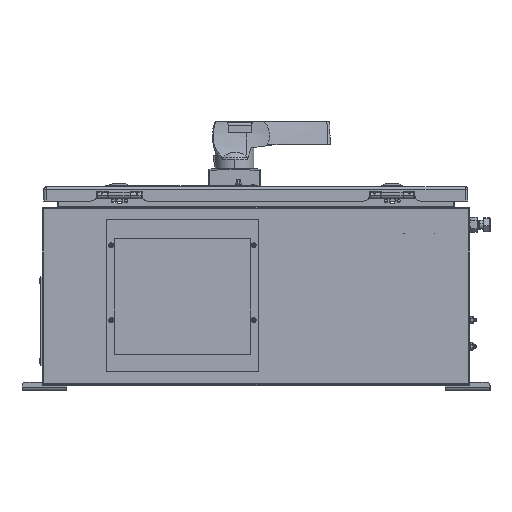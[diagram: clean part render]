
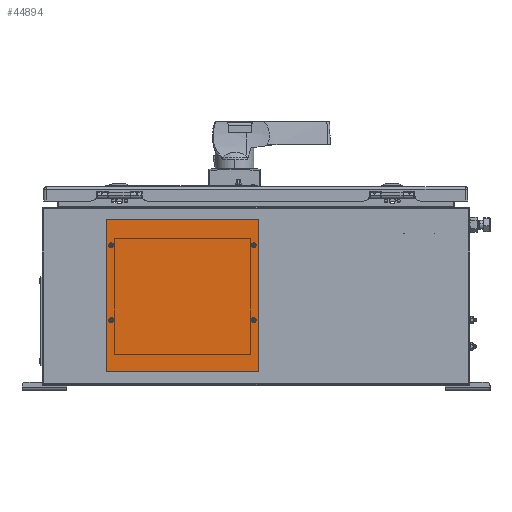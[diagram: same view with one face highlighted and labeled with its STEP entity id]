
A CAD part, left-side view. The second image highlights one B-rep face of the part: STEP entity #44894.
In plain terms, the highlighted planar face has unit normal (-1, 0, 0).
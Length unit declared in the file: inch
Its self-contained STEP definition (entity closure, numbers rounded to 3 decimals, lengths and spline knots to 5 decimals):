
#824 = CARTESIAN_POINT ( 'NONE',  ( -12.0698, 8.2165, 3.64688 ) ) ;
#948 = ORIENTED_EDGE ( 'NONE', *, *, #23756, .F. ) ;
#1394 = LINE ( 'NONE', #22999, #46364 ) ;
#3420 = DIRECTION ( 'NONE',  ( 1., 0., 0. ) ) ;
#4030 = ORIENTED_EDGE ( 'NONE', *, *, #63523, .F. ) ;
#4363 = CARTESIAN_POINT ( 'NONE',  ( -12.0698, 0.2165, 7.85 ) ) ;
#5166 = EDGE_CURVE ( 'NONE', #60234, #42223, #63138, .T. ) ;
#5883 = CARTESIAN_POINT ( 'NONE',  ( -12.0698, 0.13, 7.85 ) ) ;
#6121 = CARTESIAN_POINT ( 'NONE',  ( -12.0698, 0.2165, 3.64687 ) ) ;
#6288 = CARTESIAN_POINT ( 'NONE',  ( -12.0698, 8.41125, 0.75625 ) ) ;
#7627 = DIRECTION ( 'NONE',  ( 0., -1., 0. ) ) ;
#8427 = VERTEX_POINT ( 'NONE', #55978 ) ;
#9846 = EDGE_LOOP ( 'NONE', ( #45250, #20900 ) ) ;
#9876 = DIRECTION ( 'NONE',  ( -1., 0., 0. ) ) ;
#10252 = CARTESIAN_POINT ( 'NONE',  ( -12.0698, 0.0435, 3.64687 ) ) ;
#10856 = CARTESIAN_POINT ( 'NONE',  ( -12.0698, 0.13, 3.64687 ) ) ;
#11245 = LINE ( 'NONE', #6288, #54544 ) ;
#11415 = CARTESIAN_POINT ( 'NONE',  ( -12.0698, 8.0435, 7.85 ) ) ;
#11555 = DIRECTION ( 'NONE',  ( 0., -1., 0. ) ) ;
#12286 = DIRECTION ( 'NONE',  ( 1., 0., 0. ) ) ;
#14035 = CARTESIAN_POINT ( 'NONE',  ( -12.0698, 8.41125, 0.75625 ) ) ;
#14190 = PLANE ( 'NONE',  #25190 ) ;
#14880 = CARTESIAN_POINT ( 'NONE',  ( -12.0698, 8.13, 7.85 ) ) ;
#16306 = AXIS2_PLACEMENT_3D ( 'NONE', #45887, #3420, #23963 ) ;
#17089 = ORIENTED_EDGE ( 'NONE', *, *, #39218, .F. ) ;
#17397 = DIRECTION ( 'NONE',  ( 1., 0., 0. ) ) ;
#17717 = DIRECTION ( 'NONE',  ( 0., -1., 0. ) ) ;
#17815 = VERTEX_POINT ( 'NONE', #38683 ) ;
#18089 = FACE_BOUND ( 'NONE', #27510, .T. ) ;
#18635 = VECTOR ( 'NONE', #7627, 39.37008 ) ;
#20292 = VERTEX_POINT ( 'NONE', #31972 ) ;
#20480 = EDGE_CURVE ( 'NONE', #29522, #69508, #48538, .T. ) ;
#20900 = ORIENTED_EDGE ( 'NONE', *, *, #60696, .T. ) ;
#21600 = DIRECTION ( 'NONE',  ( 0., -1., 0. ) ) ;
#21901 = CARTESIAN_POINT ( 'NONE',  ( -12.0698, 8.41125, 0.75625 ) ) ;
#22999 = CARTESIAN_POINT ( 'NONE',  ( -12.0698, -0.15125, 0.75625 ) ) ;
#23756 = EDGE_CURVE ( 'NONE', #47375, #62065, #37425, .T. ) ;
#23858 = CARTESIAN_POINT ( 'NONE',  ( -12.0698, 8.0435, 3.64688 ) ) ;
#23963 = DIRECTION ( 'NONE',  ( 0., -1., 0. ) ) ;
#24568 = ORIENTED_EDGE ( 'NONE', *, *, #20480, .T. ) ;
#25145 = VECTOR ( 'NONE', #55051, 39.37008 ) ;
#25190 = AXIS2_PLACEMENT_3D ( 'NONE', #52299, #9876, #52974 ) ;
#26461 = EDGE_CURVE ( 'NONE', #42223, #60234, #69351, .T. ) ;
#26559 = CARTESIAN_POINT ( 'NONE',  ( -12.0698, 0.13, 7.85 ) ) ;
#26832 = EDGE_LOOP ( 'NONE', ( #948, #17089, #4030, #41524 ) ) ;
#27431 = CARTESIAN_POINT ( 'NONE',  ( -12.0698, -0.15125, 0.75625 ) ) ;
#27510 = EDGE_LOOP ( 'NONE', ( #33051, #57163 ) ) ;
#27903 = CARTESIAN_POINT ( 'NONE',  ( -12.0698, 8.13, 7.85 ) ) ;
#29388 = ORIENTED_EDGE ( 'NONE', *, *, #32205, .T. ) ;
#29522 = VERTEX_POINT ( 'NONE', #824 ) ;
#29646 = AXIS2_PLACEMENT_3D ( 'NONE', #27903, #44115, #37404 ) ;
#31972 = CARTESIAN_POINT ( 'NONE',  ( -12.0698, 8.2165, 7.85 ) ) ;
#32205 = EDGE_CURVE ( 'NONE', #69508, #29522, #41191, .T. ) ;
#33051 = ORIENTED_EDGE ( 'NONE', *, *, #26461, .T. ) ;
#34499 = LINE ( 'NONE', #65963, #18635 ) ;
#36392 = CIRCLE ( 'NONE', #29646, 0.0865 ) ;
#37404 = DIRECTION ( 'NONE',  ( 0., -1., 0. ) ) ;
#37425 = LINE ( 'NONE', #21901, #25145 ) ;
#38311 = CIRCLE ( 'NONE', #45081, 0.0865 ) ;
#38683 = CARTESIAN_POINT ( 'NONE',  ( -12.0698, -0.15125, 9.31875 ) ) ;
#39218 = EDGE_CURVE ( 'NONE', #17815, #47375, #1394, .T. ) ;
#39602 = FACE_BOUND ( 'NONE', #9846, .T. ) ;
#39624 = DIRECTION ( 'NONE',  ( 0., -1., 0. ) ) ;
#40310 = ORIENTED_EDGE ( 'NONE', *, *, #57663, .T. ) ;
#41005 = FACE_BOUND ( 'NONE', #56405, .T. ) ;
#41191 = CIRCLE ( 'NONE', #60287, 0.0865 ) ;
#41524 = ORIENTED_EDGE ( 'NONE', *, *, #45108, .F. ) ;
#42223 = VERTEX_POINT ( 'NONE', #10252 ) ;
#43162 = CARTESIAN_POINT ( 'NONE',  ( -12.0698, 8.13, 3.64688 ) ) ;
#43190 = AXIS2_PLACEMENT_3D ( 'NONE', #14880, #67181, #46339 ) ;
#43927 = EDGE_CURVE ( 'NONE', #44676, #20292, #36392, .T. ) ;
#44115 = DIRECTION ( 'NONE',  ( 1., 0., 0. ) ) ;
#44547 = VERTEX_POINT ( 'NONE', #4363 ) ;
#44676 = VERTEX_POINT ( 'NONE', #11415 ) ;
#44894 = ADVANCED_FACE ( 'NONE', ( #18089, #51622, #39602, #41005, #62523 ), #14190, .T. ) ;
#45081 = AXIS2_PLACEMENT_3D ( 'NONE', #26559, #58973, #21600 ) ;
#45108 = EDGE_CURVE ( 'NONE', #62065, #54170, #11245, .T. ) ;
#45123 = AXIS2_PLACEMENT_3D ( 'NONE', #10856, #53616, #64220 ) ;
#45250 = ORIENTED_EDGE ( 'NONE', *, *, #43927, .T. ) ;
#45887 = CARTESIAN_POINT ( 'NONE',  ( -12.0698, 0.13, 3.64687 ) ) ;
#46339 = DIRECTION ( 'NONE',  ( 0., -1., 0. ) ) ;
#46364 = VECTOR ( 'NONE', #66075, 39.37008 ) ;
#47375 = VERTEX_POINT ( 'NONE', #27431 ) ;
#48538 = CIRCLE ( 'NONE', #64313, 0.0865 ) ;
#49155 = DIRECTION ( 'NONE',  ( 1., 0., 0. ) ) ;
#50609 = EDGE_LOOP ( 'NONE', ( #40310, #52941 ) ) ;
#51248 = CARTESIAN_POINT ( 'NONE',  ( -12.0698, 8.41125, 9.31875 ) ) ;
#51318 = AXIS2_PLACEMENT_3D ( 'NONE', #5883, #12286, #11555 ) ;
#51622 = FACE_BOUND ( 'NONE', #50609, .T. ) ;
#52299 = CARTESIAN_POINT ( 'NONE',  ( -12.0698, -0.15125, 0.75625 ) ) ;
#52941 = ORIENTED_EDGE ( 'NONE', *, *, #67947, .T. ) ;
#52974 = DIRECTION ( 'NONE',  ( 0., -1., 0. ) ) ;
#53616 = DIRECTION ( 'NONE',  ( 1., 0., 0. ) ) ;
#54170 = VERTEX_POINT ( 'NONE', #51248 ) ;
#54544 = VECTOR ( 'NONE', #54691, 39.37008 ) ;
#54691 = DIRECTION ( 'NONE',  ( 0., 0., 1. ) ) ;
#55051 = DIRECTION ( 'NONE',  ( 0., 1., 0. ) ) ;
#55807 = CIRCLE ( 'NONE', #51318, 0.0865 ) ;
#55978 = CARTESIAN_POINT ( 'NONE',  ( -12.0698, 0.0435, 7.85 ) ) ;
#56405 = EDGE_LOOP ( 'NONE', ( #29388, #24568 ) ) ;
#57163 = ORIENTED_EDGE ( 'NONE', *, *, #5166, .T. ) ;
#57663 = EDGE_CURVE ( 'NONE', #8427, #44547, #55807, .T. ) ;
#58973 = DIRECTION ( 'NONE',  ( 1., 0., 0. ) ) ;
#60234 = VERTEX_POINT ( 'NONE', #6121 ) ;
#60287 = AXIS2_PLACEMENT_3D ( 'NONE', #43162, #49155, #17717 ) ;
#60696 = EDGE_CURVE ( 'NONE', #20292, #44676, #65699, .T. ) ;
#61497 = CARTESIAN_POINT ( 'NONE',  ( -12.0698, 8.13, 3.64688 ) ) ;
#62065 = VERTEX_POINT ( 'NONE', #14035 ) ;
#62523 = FACE_OUTER_BOUND ( 'NONE', #26832, .T. ) ;
#63138 = CIRCLE ( 'NONE', #45123, 0.0865 ) ;
#63523 = EDGE_CURVE ( 'NONE', #54170, #17815, #34499, .T. ) ;
#64220 = DIRECTION ( 'NONE',  ( 0., -1., 0. ) ) ;
#64313 = AXIS2_PLACEMENT_3D ( 'NONE', #61497, #17397, #39624 ) ;
#65699 = CIRCLE ( 'NONE', #43190, 0.0865 ) ;
#65963 = CARTESIAN_POINT ( 'NONE',  ( -12.0698, 8.41125, 9.31875 ) ) ;
#66075 = DIRECTION ( 'NONE',  ( 0., 0., -1. ) ) ;
#67181 = DIRECTION ( 'NONE',  ( 1., 0., 0. ) ) ;
#67947 = EDGE_CURVE ( 'NONE', #44547, #8427, #38311, .T. ) ;
#69351 = CIRCLE ( 'NONE', #16306, 0.0865 ) ;
#69508 = VERTEX_POINT ( 'NONE', #23858 ) ;
